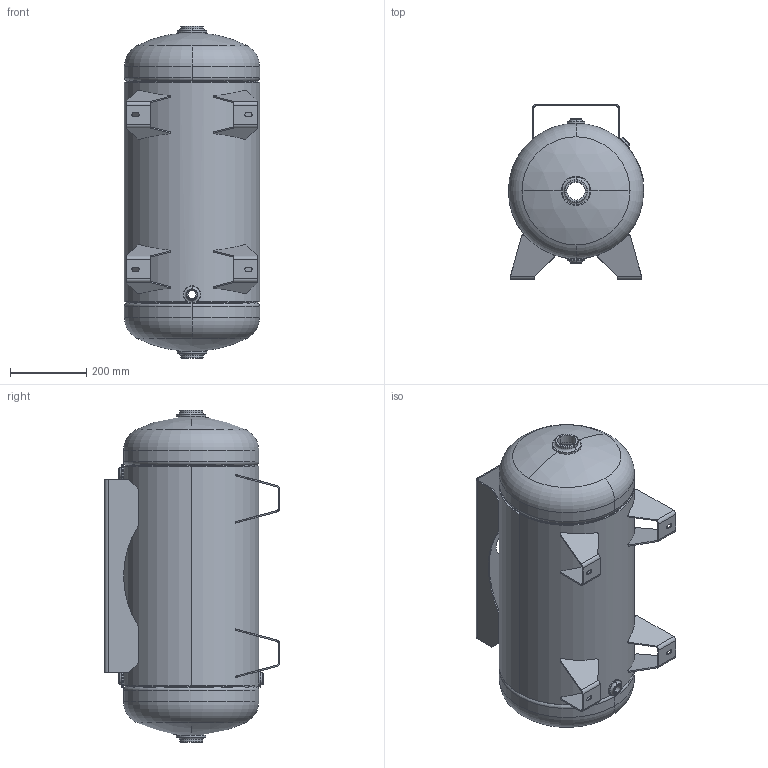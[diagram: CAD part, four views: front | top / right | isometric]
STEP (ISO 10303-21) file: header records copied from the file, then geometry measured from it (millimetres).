
FILE_DESCRIPTION (( 'STEP AP203' ), '1' );
FILE_NAME ('302468.STEP', '2012-03-06T17:18:00', ( '' ), ( '' ), 'SwSTEP 2.0', 'SolidWorks 2011', '' );
FILE_SCHEMA (( 'CONFIG_CONTROL_DESIGN' ));
Length unit declared in the file: inch
Products named in the file (1): 302468
Bounding box: 355.6 x 460.43 x 873.1 mm (x, y, z)
Surface area: 2312035.7 mm2 (no closed solid volume)
Topology: 0 solids, 22 shells, 315 faces, 771 edges, 476 vertices
Faces by surface type: plane 127, cylinder 109, torus 64, bspline 11, sphere 4
Full cylindrical faces by diameter (mm): 346.913 x1, 355.6 x1
Entity records: 11301 total; most frequent: CARTESIAN_POINT 3714, DIRECTION 1690, ORIENTED_EDGE 1428, EDGE_CURVE 771, AXIS2_PLACEMENT_3D 673, VERTEX_POINT 476, CIRCLE 368, EDGE_LOOP 350
